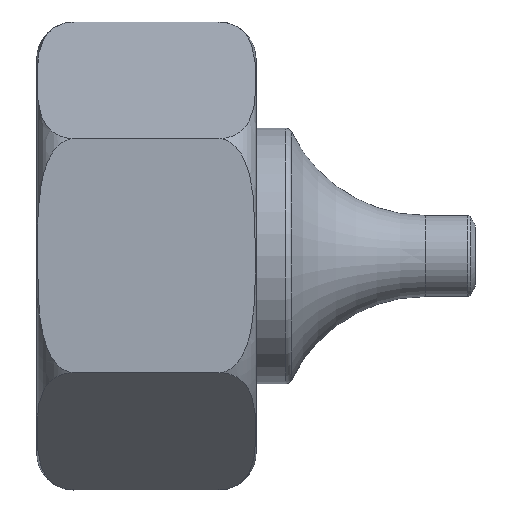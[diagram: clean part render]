
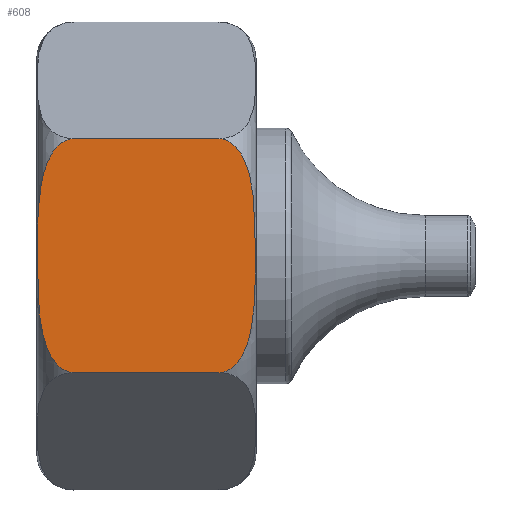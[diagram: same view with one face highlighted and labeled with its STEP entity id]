
A CAD part, top view. The second image highlights one B-rep face of the part: STEP entity #608.
In plain terms, the highlighted planar face has unit normal (0, 0, 1).
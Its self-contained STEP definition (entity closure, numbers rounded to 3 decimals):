
#490=FACE_OUTER_BOUND('',#1486,.T.);
#608=ADVANCED_FACE('',(#490),#751,.T.);
#751=PLANE('',#3056);
#925=LINE('',#4159,#1159);
#926=LINE('',#4164,#1160);
#1159=VECTOR('',#3321,1.);
#1160=VECTOR('',#3326,1.);
#1486=EDGE_LOOP('',(#1814,#1815,#1816,#1817));
#1814=ORIENTED_EDGE('',*,*,#2708,.T.);
#1815=ORIENTED_EDGE('',*,*,#2717,.T.);
#1816=ORIENTED_EDGE('',*,*,#2710,.T.);
#1817=ORIENTED_EDGE('',*,*,#2727,.T.);
#2458=VERTEX_POINT('',#4153);
#2461=VERTEX_POINT('',#4158);
#2463=VERTEX_POINT('',#4163);
#2464=VERTEX_POINT('',#4165);
#2708=EDGE_CURVE('',#2458,#2461,#925,.T.);
#2710=EDGE_CURVE('',#2464,#2463,#926,.T.);
#2717=EDGE_CURVE('',#2461,#2464,#2971,.T.);
#2727=EDGE_CURVE('',#2463,#2458,#2977,.T.);
#2971=B_SPLINE_CURVE_WITH_KNOTS('',3,(#4227,#4228,#4229,#4230,#4231,#4232,
#4233,#4234,#4235,#4236,#4237,#4238,#4239,#4240,#4241,#4242,#4243,#4244),
 .UNSPECIFIED.,.F.,.F.,(4,2,2,2,2,2,2,2,4),(0.,0.063,0.125,0.25,0.5,0.75,
0.875,0.938,1.),.UNSPECIFIED.);
#2977=B_SPLINE_CURVE_WITH_KNOTS('',3,(#4344,#4345,#4346,#4347,#4348,#4349,
#4350,#4351,#4352,#4353,#4354,#4355,#4356,#4357,#4358,#4359,#4360,#4361),
 .UNSPECIFIED.,.F.,.F.,(4,2,2,2,2,2,2,2,4),(0.,0.063,0.125,0.25,0.5,0.75,
0.875,0.938,1.),.UNSPECIFIED.);
#3056=AXIS2_PLACEMENT_3D('',#4417,#3370,#3371);
#3321=DIRECTION('',(-1.,0.,0.));
#3326=DIRECTION('',(1.,0.,0.));
#3370=DIRECTION('',(0.,0.,1.));
#3371=DIRECTION('',(1.,0.,0.));
#4153=CARTESIAN_POINT('',(27.,17.32,30.));
#4158=CARTESIAN_POINT('',(5.5,17.32,30.));
#4159=CARTESIAN_POINT('',(0.,17.32,30.));
#4163=CARTESIAN_POINT('',(27.,-17.32,30.));
#4164=CARTESIAN_POINT('',(0.,-17.32,30.));
#4165=CARTESIAN_POINT('',(5.5,-17.32,30.));
#4227=CARTESIAN_POINT('',(5.5,17.32,30.));
#4228=CARTESIAN_POINT('',(4.68,17.32,30.));
#4229=CARTESIAN_POINT('',(3.894,16.926,30.));
#4230=CARTESIAN_POINT('',(2.693,15.828,30.));
#4231=CARTESIAN_POINT('',(2.236,15.132,30.));
#4232=CARTESIAN_POINT('',(1.157,12.947,30.));
#4233=CARTESIAN_POINT('',(0.794,11.349,30.));
#4234=CARTESIAN_POINT('',(0.075,6.57,30.));
#4235=CARTESIAN_POINT('',(0.069,3.308,30.));
#4236=CARTESIAN_POINT('',(0.066,-3.167,30.));
#4237=CARTESIAN_POINT('',(0.066,-6.446,30.));
#4238=CARTESIAN_POINT('',(0.779,-11.287,30.));
#4239=CARTESIAN_POINT('',(1.14,-12.903,30.));
#4240=CARTESIAN_POINT('',(2.227,-15.119,30.));
#4241=CARTESIAN_POINT('',(2.685,-15.819,30.));
#4242=CARTESIAN_POINT('',(3.89,-16.924,30.));
#4243=CARTESIAN_POINT('',(4.683,-17.32,30.));
#4244=CARTESIAN_POINT('',(5.5,-17.32,30.));
#4344=CARTESIAN_POINT('',(27.,-17.32,30.));
#4345=CARTESIAN_POINT('',(27.82,-17.32,30.));
#4346=CARTESIAN_POINT('',(28.606,-16.926,30.));
#4347=CARTESIAN_POINT('',(29.807,-15.828,30.));
#4348=CARTESIAN_POINT('',(30.264,-15.132,30.));
#4349=CARTESIAN_POINT('',(31.343,-12.947,30.));
#4350=CARTESIAN_POINT('',(31.706,-11.349,30.));
#4351=CARTESIAN_POINT('',(32.425,-6.57,30.));
#4352=CARTESIAN_POINT('',(32.431,-3.308,30.));
#4353=CARTESIAN_POINT('',(32.434,3.167,30.));
#4354=CARTESIAN_POINT('',(32.434,6.446,30.));
#4355=CARTESIAN_POINT('',(31.721,11.287,30.));
#4356=CARTESIAN_POINT('',(31.36,12.903,30.));
#4357=CARTESIAN_POINT('',(30.273,15.119,30.));
#4358=CARTESIAN_POINT('',(29.815,15.819,30.));
#4359=CARTESIAN_POINT('',(28.61,16.924,30.));
#4360=CARTESIAN_POINT('',(27.817,17.32,30.));
#4361=CARTESIAN_POINT('',(27.,17.32,30.));
#4417=CARTESIAN_POINT('',(35.75,-17.321,30.));
